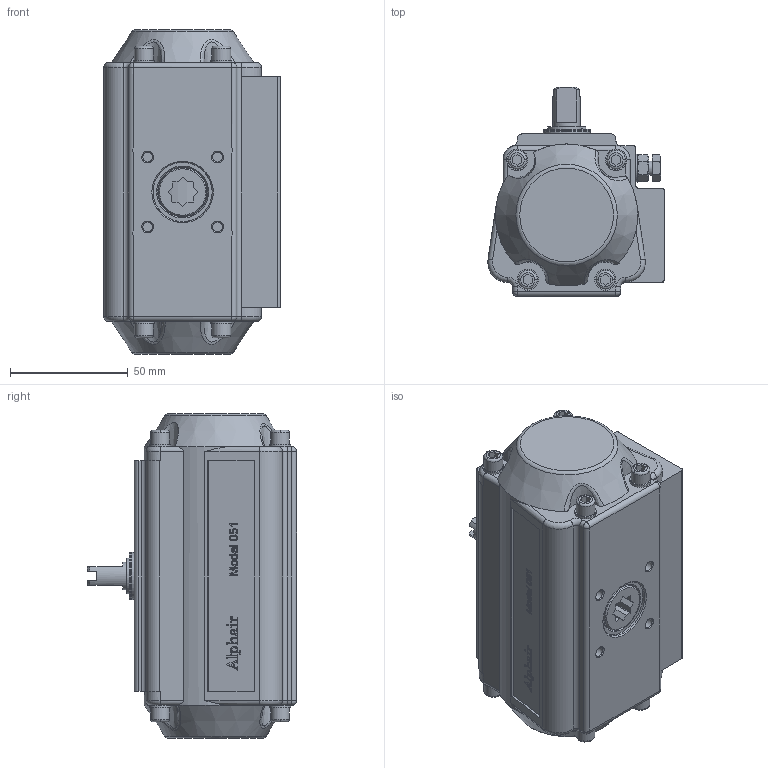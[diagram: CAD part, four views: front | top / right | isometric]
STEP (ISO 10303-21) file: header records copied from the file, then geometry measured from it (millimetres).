
FILE_DESCRIPTION (( 'STEP AP214' ), '1' );
FILE_NAME ('PA-RE051 heco.STEP', '2013-06-28T10:25:25', ( 'test' ), ( '' ), 'SwSTEP 2.0', 'SolidWorks 2011', '' );
FILE_SCHEMA (( 'AUTOMOTIVE_DESIGN' ));
Length unit declared in the file: millimetre
Products named in the file (1): PA-RE051 heco
Bounding box: 75 x 88.9 x 138 mm (x, y, z)
Volume: 524025.4 mm3; surface area: 65930.5 mm2
Topology: 1 solids, 29 shells, 934 faces, 2401 edges, 1573 vertices
Faces by surface type: plane 465, bspline 173, cylinder 150, cone 110, torus 32, sphere 4
Full cylindrical faces by diameter (mm): 1.5 x2, 3 x2, 4.2 x20, 5 x14, 5.5 x8, 6 x4, 6.2 x2, 8 x8, 8.5 x2, 9 x10, 10.7 x1, 11.7 x2, 12 x3, 12.5 x1, 13.7 x1, 14.1 x1, 16 x2, 20 x2, 20.7 x1, 21.1 x1, 25.1 x1, 49.8 x2, 50.1 x2
Entity records: 50069 total; most frequent: CARTESIAN_POINT 20081, ORIENTED_EDGE 4240, DIRECTION 3301, EDGE_CURVE 2120, VERTEX_POINT 1470, EDGE_LOOP 1182, AXIS2_PLACEMENT_3D 1140, FACE_OUTER_BOUND 1030
